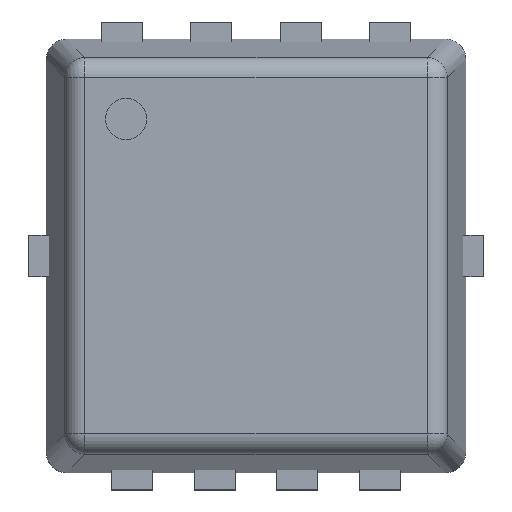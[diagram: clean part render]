
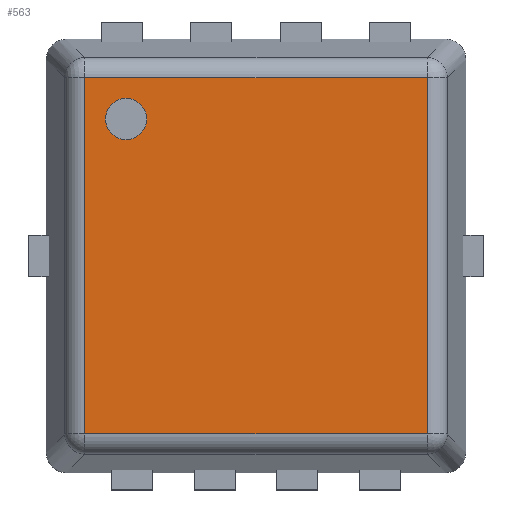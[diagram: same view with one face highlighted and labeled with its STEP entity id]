
A CAD part, top view. The second image highlights one B-rep face of the part: STEP entity #563.
In plain terms, the highlighted planar face has unit normal (0, 0, 1).
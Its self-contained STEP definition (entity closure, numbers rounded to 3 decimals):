
#308 = VERTEX_POINT('',#309);
#309 = CARTESIAN_POINT('',(-1.244,-1.294,0.75));
#316 = EDGE_CURVE('',#308,#317,#319,.T.);
#317 = VERTEX_POINT('',#318);
#318 = CARTESIAN_POINT('',(1.244,-1.294,0.75));
#319 = B_SPLINE_CURVE_WITH_KNOTS('',2,(#320,#321,#322,#323,#324),
  .UNSPECIFIED.,.F.,.F.,(3,1,1,3),(-0.126,-0.025,
    2.756,2.857),.UNSPECIFIED.);
#320 = CARTESIAN_POINT('',(-1.491,-1.294,0.75));
#321 = CARTESIAN_POINT('',(-1.441,-1.294,0.75));
#322 = CARTESIAN_POINT('',(0.,-1.294,0.75));
#323 = CARTESIAN_POINT('',(1.441,-1.294,0.75));
#324 = CARTESIAN_POINT('',(1.491,-1.294,0.75));
#563 = ADVANCED_FACE('',(#564,#595),#606,.F.);
#564 = FACE_BOUND('',#565,.F.);
#565 = EDGE_LOOP('',(#566,#567,#577,#587));
#566 = ORIENTED_EDGE('',*,*,#316,.F.);
#567 = ORIENTED_EDGE('',*,*,#568,.F.);
#568 = EDGE_CURVE('',#569,#308,#571,.T.);
#569 = VERTEX_POINT('',#570);
#570 = CARTESIAN_POINT('',(-1.244,1.294,0.75));
#571 = B_SPLINE_CURVE_WITH_KNOTS('',2,(#572,#573,#574,#575,#576),
  .UNSPECIFIED.,.F.,.F.,(3,1,1,3),(-0.129,-0.025,
    2.856,2.96),.UNSPECIFIED.);
#572 = CARTESIAN_POINT('',(-1.244,1.545,0.75));
#573 = CARTESIAN_POINT('',(-1.244,1.493,0.75));
#574 = CARTESIAN_POINT('',(-1.244,0.,0.75));
#575 = CARTESIAN_POINT('',(-1.244,-1.493,0.75));
#576 = CARTESIAN_POINT('',(-1.244,-1.545,0.75));
#577 = ORIENTED_EDGE('',*,*,#578,.F.);
#578 = EDGE_CURVE('',#579,#569,#581,.T.);
#579 = VERTEX_POINT('',#580);
#580 = CARTESIAN_POINT('',(1.244,1.294,0.75));
#581 = B_SPLINE_CURVE_WITH_KNOTS('',2,(#582,#583,#584,#585,#586),
  .UNSPECIFIED.,.F.,.F.,(3,1,1,3),(-0.126,-0.025,
    2.756,2.857),.UNSPECIFIED.);
#582 = CARTESIAN_POINT('',(1.491,1.294,0.75));
#583 = CARTESIAN_POINT('',(1.441,1.294,0.75));
#584 = CARTESIAN_POINT('',(0.,1.294,0.75));
#585 = CARTESIAN_POINT('',(-1.441,1.294,0.75));
#586 = CARTESIAN_POINT('',(-1.491,1.294,0.75));
#587 = ORIENTED_EDGE('',*,*,#588,.F.);
#588 = EDGE_CURVE('',#317,#579,#589,.T.);
#589 = B_SPLINE_CURVE_WITH_KNOTS('',2,(#590,#591,#592,#593,#594),
  .UNSPECIFIED.,.F.,.F.,(3,1,1,3),(-0.129,-0.025,
    2.856,2.96),.UNSPECIFIED.);
#590 = CARTESIAN_POINT('',(1.244,-1.545,0.75));
#591 = CARTESIAN_POINT('',(1.244,-1.493,0.75));
#592 = CARTESIAN_POINT('',(1.244,0.,0.75));
#593 = CARTESIAN_POINT('',(1.244,1.493,0.75));
#594 = CARTESIAN_POINT('',(1.244,1.545,0.75));
#595 = FACE_BOUND('',#596,.F.);
#596 = EDGE_LOOP('',(#597));
#597 = ORIENTED_EDGE('',*,*,#598,.T.);
#598 = EDGE_CURVE('',#599,#599,#601,.T.);
#599 = VERTEX_POINT('',#600);
#600 = CARTESIAN_POINT('',(-0.794,0.994,0.75));
#601 = CIRCLE('',#602,0.15);
#602 = AXIS2_PLACEMENT_3D('',#603,#604,#605);
#603 = CARTESIAN_POINT('',(-0.944,0.994,0.75));
#604 = DIRECTION('',(0.,0.,1.));
#605 = DIRECTION('',(1.,0.,0.));
#606 = PLANE('',#607);
#607 = AXIS2_PLACEMENT_3D('',#608,#609,#610);
#608 = CARTESIAN_POINT('',(-1.366,-1.416,0.75));
#609 = DIRECTION('',(0.,0.,-1.));
#610 = DIRECTION('',(0.694,0.72,0.));
